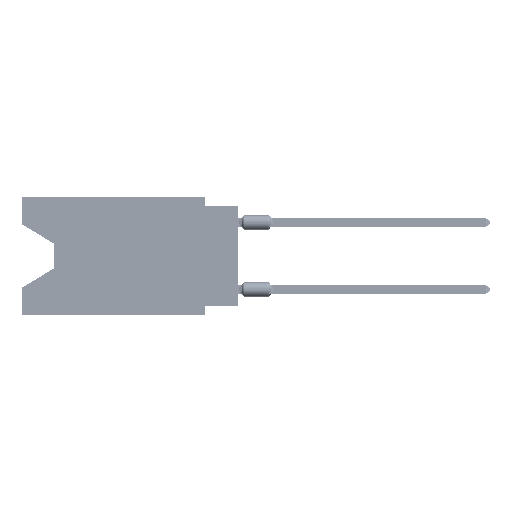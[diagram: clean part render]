
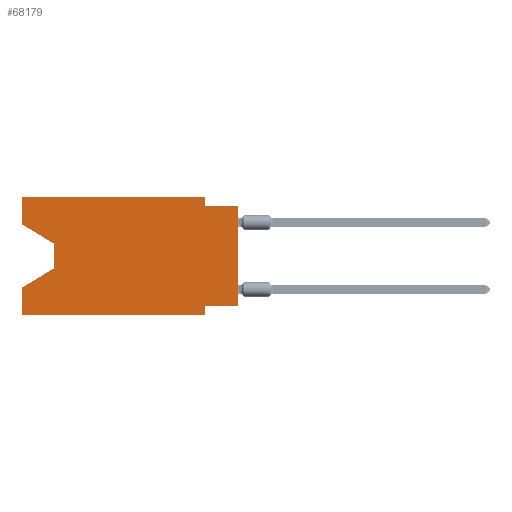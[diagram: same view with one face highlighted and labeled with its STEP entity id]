
A CAD part, left-side view. The second image highlights one B-rep face of the part: STEP entity #68179.
In plain terms, the highlighted planar face has unit normal (-1, 0, 0).
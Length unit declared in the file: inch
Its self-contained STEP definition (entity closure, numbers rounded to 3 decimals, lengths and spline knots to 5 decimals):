
#1245 = ORIENTED_EDGE ( 'NONE', *, *, #26519, .T. ) ;
#2462 = CARTESIAN_POINT ( 'NONE',  ( 0., 0.1, -0.325 ) ) ;
#2806 = CARTESIAN_POINT ( 'NONE',  ( 0., 0., -0.025 ) ) ;
#3516 = DIRECTION ( 'NONE',  ( 0., 0., -1. ) ) ;
#3927 = VECTOR ( 'NONE', #3516, 39.37008 ) ;
#4105 = CARTESIAN_POINT ( 'NONE',  ( 0., 0.1, -0.35 ) ) ;
#5533 = CARTESIAN_POINT ( 'NONE',  ( 0., 0.55, -0.138 ) ) ;
#6544 = EDGE_CURVE ( 'NONE', #36385, #34610, #63518, .T. ) ;
#6548 = CARTESIAN_POINT ( 'NONE',  ( 0., 0.55, -0.212 ) ) ;
#7107 = LINE ( 'NONE', #95491, #48542 ) ;
#7555 = VERTEX_POINT ( 'NONE', #76117 ) ;
#9083 = CARTESIAN_POINT ( 'NONE',  ( 0., 0.645, 0. ) ) ;
#9736 = DIRECTION ( 'NONE',  ( 0., 0., 1. ) ) ;
#10059 = CARTESIAN_POINT ( 'NONE',  ( 0., 0., -0.325 ) ) ;
#11075 = VECTOR ( 'NONE', #16908, 39.37008 ) ;
#11821 = VERTEX_POINT ( 'NONE', #71692 ) ;
#12155 = CARTESIAN_POINT ( 'NONE',  ( 0., 0.645, -0.08025 ) ) ;
#12183 = ORIENTED_EDGE ( 'NONE', *, *, #84882, .T. ) ;
#13193 = CARTESIAN_POINT ( 'NONE',  ( 0., 0.1, -0.35 ) ) ;
#13564 = VERTEX_POINT ( 'NONE', #15062 ) ;
#15062 = CARTESIAN_POINT ( 'NONE',  ( 0., 0.55, -0.212 ) ) ;
#16908 = DIRECTION ( 'NONE',  ( 0., -1., 0. ) ) ;
#21469 = EDGE_CURVE ( 'NONE', #48273, #48353, #83162, .T. ) ;
#22342 = VECTOR ( 'NONE', #25061, 39.37008 ) ;
#23703 = CARTESIAN_POINT ( 'NONE',  ( 0., 0., -0.025 ) ) ;
#24207 = PLANE ( 'NONE',  #70676 ) ;
#25061 = DIRECTION ( 'NONE',  ( 0., 1., 0. ) ) ;
#25093 = EDGE_CURVE ( 'NONE', #90459, #63675, #74354, .T. ) ;
#26068 = VECTOR ( 'NONE', #64543, 39.37008 ) ;
#26519 = EDGE_CURVE ( 'NONE', #90459, #34610, #65715, .T. ) ;
#26599 = CARTESIAN_POINT ( 'NONE',  ( 0., 0.1, 0. ) ) ;
#27597 = ORIENTED_EDGE ( 'NONE', *, *, #49371, .T. ) ;
#27997 = ORIENTED_EDGE ( 'NONE', *, *, #21469, .T. ) ;
#29564 = VECTOR ( 'NONE', #74855, 39.37008 ) ;
#30828 = VECTOR ( 'NONE', #63856, 39.37008 ) ;
#30964 = DIRECTION ( 'NONE',  ( 0., 0., -1. ) ) ;
#31801 = LINE ( 'NONE', #9083, #75071 ) ;
#32634 = DIRECTION ( 'NONE',  ( 0., 0., -1. ) ) ;
#33202 = ORIENTED_EDGE ( 'NONE', *, *, #38174, .F. ) ;
#33283 = VERTEX_POINT ( 'NONE', #53353 ) ;
#34129 = ORIENTED_EDGE ( 'NONE', *, *, #81683, .F. ) ;
#34610 = VERTEX_POINT ( 'NONE', #13193 ) ;
#36385 = VERTEX_POINT ( 'NONE', #2462 ) ;
#37217 = LINE ( 'NONE', #23703, #11075 ) ;
#38174 = EDGE_CURVE ( 'NONE', #7555, #33283, #81009, .T. ) ;
#38201 = FACE_OUTER_BOUND ( 'NONE', #73847, .T. ) ;
#38762 = ORIENTED_EDGE ( 'NONE', *, *, #79296, .F. ) ;
#41558 = CARTESIAN_POINT ( 'NONE',  ( 0., 0.645, 0. ) ) ;
#42320 = LINE ( 'NONE', #6548, #26068 ) ;
#44606 = VECTOR ( 'NONE', #65700, 39.37008 ) ;
#48273 = VERTEX_POINT ( 'NONE', #90733 ) ;
#48353 = VERTEX_POINT ( 'NONE', #2806 ) ;
#48542 = VECTOR ( 'NONE', #66522, 39.37008 ) ;
#49371 = EDGE_CURVE ( 'NONE', #77149, #13564, #71119, .T. ) ;
#50746 = CARTESIAN_POINT ( 'NONE',  ( 0., 0.645, -0.35 ) ) ;
#51552 = DIRECTION ( 'NONE',  ( 0., 0., 1. ) ) ;
#52168 = ORIENTED_EDGE ( 'NONE', *, *, #83980, .T. ) ;
#53353 = CARTESIAN_POINT ( 'NONE',  ( 0., 0.645, 0. ) ) ;
#53384 = VECTOR ( 'NONE', #9736, 39.37008 ) ;
#63356 = CARTESIAN_POINT ( 'NONE',  ( 0., 0.645, -0.26975 ) ) ;
#63518 = LINE ( 'NONE', #4105, #87619 ) ;
#63675 = VERTEX_POINT ( 'NONE', #63356 ) ;
#63856 = DIRECTION ( 'NONE',  ( 0., -0.855, -0.519 ) ) ;
#64543 = DIRECTION ( 'NONE',  ( 0., 0.855, -0.519 ) ) ;
#65700 = DIRECTION ( 'NONE',  ( 0., 0., 1. ) ) ;
#65715 = LINE ( 'NONE', #50746, #29564 ) ;
#66522 = DIRECTION ( 'NONE',  ( 0., 0., -1. ) ) ;
#68179 = ADVANCED_FACE ( 'NONE', ( #38201 ), #24207, .F. ) ;
#69077 = DIRECTION ( 'NONE',  ( 1., 0., 0. ) ) ;
#70676 = AXIS2_PLACEMENT_3D ( 'NONE', #82139, #69077, #30964 ) ;
#70721 = ORIENTED_EDGE ( 'NONE', *, *, #25093, .F. ) ;
#71119 = LINE ( 'NONE', #93329, #3927 ) ;
#71214 = VERTEX_POINT ( 'NONE', #26599 ) ;
#71645 = ORIENTED_EDGE ( 'NONE', *, *, #6544, .F. ) ;
#71692 = CARTESIAN_POINT ( 'NONE',  ( 0., 0.1, -0.025 ) ) ;
#72499 = LINE ( 'NONE', #12155, #30828 ) ;
#73847 = EDGE_LOOP ( 'NONE', ( #12183, #27597, #52168, #70721, #1245, #71645, #83368, #27997, #78228, #38762, #34129, #33202 ) ) ;
#74354 = LINE ( 'NONE', #94660, #44606 ) ;
#74855 = DIRECTION ( 'NONE',  ( 0., -1., 0. ) ) ;
#75071 = VECTOR ( 'NONE', #75264, 39.37008 ) ;
#75264 = DIRECTION ( 'NONE',  ( 0., -1., 0. ) ) ;
#76117 = CARTESIAN_POINT ( 'NONE',  ( 0., 0.645, -0.08025 ) ) ;
#77149 = VERTEX_POINT ( 'NONE', #5533 ) ;
#77191 = LINE ( 'NONE', #10059, #22342 ) ;
#77753 = EDGE_CURVE ( 'NONE', #48273, #36385, #77191, .T. ) ;
#78228 = ORIENTED_EDGE ( 'NONE', *, *, #88772, .F. ) ;
#79296 = EDGE_CURVE ( 'NONE', #71214, #11821, #7107, .T. ) ;
#81009 = LINE ( 'NONE', #41558, #93821 ) ;
#81683 = EDGE_CURVE ( 'NONE', #33283, #71214, #31801, .T. ) ;
#82139 = CARTESIAN_POINT ( 'NONE',  ( 0., 0.645, 0. ) ) ;
#83162 = LINE ( 'NONE', #91355, #53384 ) ;
#83368 = ORIENTED_EDGE ( 'NONE', *, *, #77753, .F. ) ;
#83980 = EDGE_CURVE ( 'NONE', #13564, #63675, #42320, .T. ) ;
#84882 = EDGE_CURVE ( 'NONE', #7555, #77149, #72499, .T. ) ;
#87619 = VECTOR ( 'NONE', #32634, 39.37008 ) ;
#88772 = EDGE_CURVE ( 'NONE', #11821, #48353, #37217, .T. ) ;
#90459 = VERTEX_POINT ( 'NONE', #93654 ) ;
#90733 = CARTESIAN_POINT ( 'NONE',  ( 0., 0., -0.325 ) ) ;
#91355 = CARTESIAN_POINT ( 'NONE',  ( 0., 0., 0. ) ) ;
#93329 = CARTESIAN_POINT ( 'NONE',  ( 0., 0.55, -0.138 ) ) ;
#93654 = CARTESIAN_POINT ( 'NONE',  ( 0., 0.645, -0.35 ) ) ;
#93821 = VECTOR ( 'NONE', #51552, 39.37008 ) ;
#94660 = CARTESIAN_POINT ( 'NONE',  ( 0., 0.645, 0. ) ) ;
#95491 = CARTESIAN_POINT ( 'NONE',  ( 0., 0.1, 0. ) ) ;
